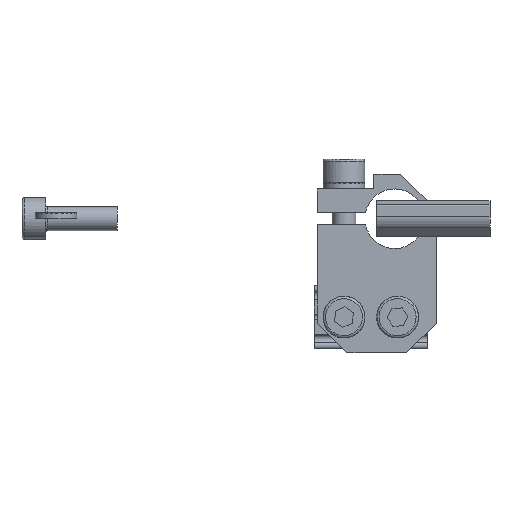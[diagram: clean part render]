
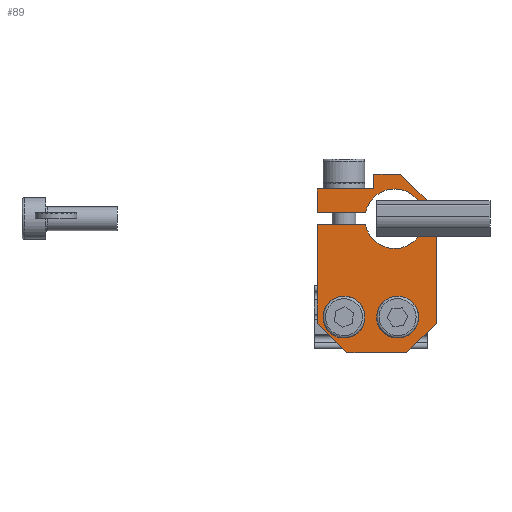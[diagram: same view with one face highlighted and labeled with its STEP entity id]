
A CAD part, front view. The second image highlights one B-rep face of the part: STEP entity #89.
In plain terms, the highlighted planar face has unit normal (0, -1, 0).
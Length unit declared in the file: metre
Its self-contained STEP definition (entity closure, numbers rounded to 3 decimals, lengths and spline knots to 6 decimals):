
#89 = ADVANCED_FACE( '', ( #178, #179, #180 ), #181, .F. );
#178 = FACE_BOUND( '', #303, .T. );
#179 = FACE_BOUND( '', #304, .T. );
#180 = FACE_OUTER_BOUND( '', #305, .T. );
#181 = PLANE( '', #306 );
#303 = EDGE_LOOP( '', ( #666 ) );
#304 = EDGE_LOOP( '', ( #667 ) );
#305 = EDGE_LOOP( '', ( #668, #669, #670, #671, #672, #673, #674, #675, #676, #677, #678, #679, #680 ) );
#306 = AXIS2_PLACEMENT_3D( '', #681, #682, #683 );
#666 = ORIENTED_EDGE( '', *, *, #1346, .F. );
#667 = ORIENTED_EDGE( '', *, *, #1344, .F. );
#668 = ORIENTED_EDGE( '', *, *, #1347, .T. );
#669 = ORIENTED_EDGE( '', *, *, #1348, .F. );
#670 = ORIENTED_EDGE( '', *, *, #1349, .T. );
#671 = ORIENTED_EDGE( '', *, *, #1350, .F. );
#672 = ORIENTED_EDGE( '', *, *, #1351, .T. );
#673 = ORIENTED_EDGE( '', *, *, #1352, .F. );
#674 = ORIENTED_EDGE( '', *, *, #1353, .T. );
#675 = ORIENTED_EDGE( '', *, *, #1354, .F. );
#676 = ORIENTED_EDGE( '', *, *, #1355, .T. );
#677 = ORIENTED_EDGE( '', *, *, #1356, .F. );
#678 = ORIENTED_EDGE( '', *, *, #1357, .F. );
#679 = ORIENTED_EDGE( '', *, *, #1337, .F. );
#680 = ORIENTED_EDGE( '', *, *, #1358, .T. );
#681 = CARTESIAN_POINT( '', ( -0.01, 0., 0.0075 ) );
#682 = DIRECTION( '', ( 0., 1., 0. ) );
#683 = DIRECTION( '', ( 0., 0., 1. ) );
#1337 = EDGE_CURVE( '', #1901, #1903, #1904, .T. );
#1344 = EDGE_CURVE( '', #1914, #1914, #1915, .T. );
#1346 = EDGE_CURVE( '', #1917, #1917, #1918, .T. );
#1347 = EDGE_CURVE( '', #1919, #1920, #1921, .T. );
#1348 = EDGE_CURVE( '', #1922, #1920, #1923, .T. );
#1349 = EDGE_CURVE( '', #1922, #1924, #1925, .T. );
#1350 = EDGE_CURVE( '', #1926, #1924, #1927, .T. );
#1351 = EDGE_CURVE( '', #1926, #1928, #1929, .T. );
#1352 = EDGE_CURVE( '', #1930, #1928, #1931, .T. );
#1353 = EDGE_CURVE( '', #1930, #1932, #1933, .T. );
#1354 = EDGE_CURVE( '', #1934, #1932, #1935, .T. );
#1355 = EDGE_CURVE( '', #1934, #1936, #1937, .T. );
#1356 = EDGE_CURVE( '', #1938, #1936, #1939, .T. );
#1357 = EDGE_CURVE( '', #1903, #1938, #1940, .T. );
#1358 = EDGE_CURVE( '', #1901, #1919, #1941, .T. );
#1901 = VERTEX_POINT( '', #4096 );
#1903 = VERTEX_POINT( '', #4099 );
#1904 = LINE( '', #4100, #4101 );
#1914 = VERTEX_POINT( '', #4112 );
#1915 = CIRCLE( '', #4113, 0.0021 );
#1917 = VERTEX_POINT( '', #4115 );
#1918 = CIRCLE( '', #4116, 0.0021 );
#1919 = VERTEX_POINT( '', #4117 );
#1920 = VERTEX_POINT( '', #4118 );
#1921 = LINE( '', #4119, #4120 );
#1922 = VERTEX_POINT( '', #4121 );
#1923 = LINE( '', #4122, #4123 );
#1924 = VERTEX_POINT( '', #4124 );
#1925 = LINE( '', #4125, #4126 );
#1926 = VERTEX_POINT( '', #4127 );
#1927 = CIRCLE( '', #4128, 0.005 );
#1928 = VERTEX_POINT( '', #4129 );
#1929 = LINE( '', #4130, #4131 );
#1930 = VERTEX_POINT( '', #4132 );
#1931 = LINE( '', #4133, #4134 );
#1932 = VERTEX_POINT( '', #4135 );
#1933 = LINE( '', #4136, #4137 );
#1934 = VERTEX_POINT( '', #4138 );
#1935 = LINE( '', #4139, #4140 );
#1936 = VERTEX_POINT( '', #4141 );
#1937 = LINE( '', #4142, #4143 );
#1938 = VERTEX_POINT( '', #4144 );
#1939 = LINE( '', #4145, #4146 );
#1940 = LINE( '', #4147, #4148 );
#1941 = LINE( '', #4149, #4150 );
#4096 = CARTESIAN_POINT( '', ( -0.0005, 0., 0.0075 ) );
#4099 = CARTESIAN_POINT( '', ( 0.004, 0., 0.0075 ) );
#4100 = CARTESIAN_POINT( '', ( -0.01, 0., 0.0075 ) );
#4101 = VECTOR( '', #4940, 1. );
#4112 = CARTESIAN_POINT( '', ( -0.0034, 0., -0.0165 ) );
#4113 = AXIS2_PLACEMENT_3D( '', #4951, #4952, #4953 );
#4115 = CARTESIAN_POINT( '', ( 0.0056, 0., -0.0165 ) );
#4116 = AXIS2_PLACEMENT_3D( '', #4954, #4955, #4956 );
#4117 = CARTESIAN_POINT( '', ( -0.0005, 0., 0.005 ) );
#4118 = CARTESIAN_POINT( '', ( -0.01, 0., 0.005 ) );
#4119 = CARTESIAN_POINT( '', ( -0.0005, 0., 0.005 ) );
#4120 = VECTOR( '', #4957, 1. );
#4121 = CARTESIAN_POINT( '', ( -0.01, 0., 0.001 ) );
#4122 = CARTESIAN_POINT( '', ( -0.01, 0., -0.0225 ) );
#4123 = VECTOR( '', #4958, 1. );
#4124 = CARTESIAN_POINT( '', ( -0.001899, 0., 0.001 ) );
#4125 = CARTESIAN_POINT( '', ( -0.01, 0., 0.001 ) );
#4126 = VECTOR( '', #4959, 1. );
#4127 = CARTESIAN_POINT( '', ( -0.001899, 0., -0.001 ) );
#4128 = AXIS2_PLACEMENT_3D( '', #4960, #4961, #4962 );
#4129 = CARTESIAN_POINT( '', ( -0.01, 0., -0.001 ) );
#4130 = CARTESIAN_POINT( '', ( 0.005, 0., -0.001 ) );
#4131 = VECTOR( '', #4963, 1. );
#4132 = CARTESIAN_POINT( '', ( -0.01, 0., -0.0175 ) );
#4133 = CARTESIAN_POINT( '', ( -0.01, 0., -0.0225 ) );
#4134 = VECTOR( '', #4964, 1. );
#4135 = CARTESIAN_POINT( '', ( -0.005, 0., -0.0225 ) );
#4136 = CARTESIAN_POINT( '', ( -0.01, 0., -0.0175 ) );
#4137 = VECTOR( '', #4965, 1. );
#4138 = CARTESIAN_POINT( '', ( 0.005, 0., -0.0225 ) );
#4139 = CARTESIAN_POINT( '', ( 0.01, 0., -0.0225 ) );
#4140 = VECTOR( '', #4966, 1. );
#4141 = CARTESIAN_POINT( '', ( 0.01, 0., -0.0175 ) );
#4142 = CARTESIAN_POINT( '', ( 0.005, 0., -0.0225 ) );
#4143 = VECTOR( '', #4967, 1. );
#4144 = CARTESIAN_POINT( '', ( 0.01, 0., 0.0015 ) );
#4145 = CARTESIAN_POINT( '', ( 0.01, 0., 0.0075 ) );
#4146 = VECTOR( '', #4968, 1. );
#4147 = CARTESIAN_POINT( '', ( 0.004, 0., 0.0075 ) );
#4148 = VECTOR( '', #4969, 1. );
#4149 = CARTESIAN_POINT( '', ( -0.0005, 0., 0.0075 ) );
#4150 = VECTOR( '', #4970, 1. );
#4940 = DIRECTION( '', ( 1., 0., 0. ) );
#4951 = CARTESIAN_POINT( '', ( -0.0055, 0., -0.0165 ) );
#4952 = DIRECTION( '', ( 0., -1., 0. ) );
#4953 = DIRECTION( '', ( 1., 0., 0. ) );
#4954 = CARTESIAN_POINT( '', ( 0.0035, 0., -0.0165 ) );
#4955 = DIRECTION( '', ( 0., -1., 0. ) );
#4956 = DIRECTION( '', ( 1., 0., 0. ) );
#4957 = DIRECTION( '', ( -1., 0., 0. ) );
#4958 = DIRECTION( '', ( 0., 0., 1. ) );
#4959 = DIRECTION( '', ( 1., 0., 0. ) );
#4960 = CARTESIAN_POINT( '', ( 0.003, 0., 0. ) );
#4961 = DIRECTION( '', ( 0., -1., 0. ) );
#4962 = DIRECTION( '', ( 1., 0., 0. ) );
#4963 = DIRECTION( '', ( -1., 0., 0. ) );
#4964 = DIRECTION( '', ( 0., 0., 1. ) );
#4965 = DIRECTION( '', ( 0.707, 0., -0.707 ) );
#4966 = DIRECTION( '', ( -1., 0., 0. ) );
#4967 = DIRECTION( '', ( 0.707, 0., 0.707 ) );
#4968 = DIRECTION( '', ( 0., 0., -1. ) );
#4969 = DIRECTION( '', ( 0.707, 0., -0.707 ) );
#4970 = DIRECTION( '', ( 0., 0., -1. ) );
